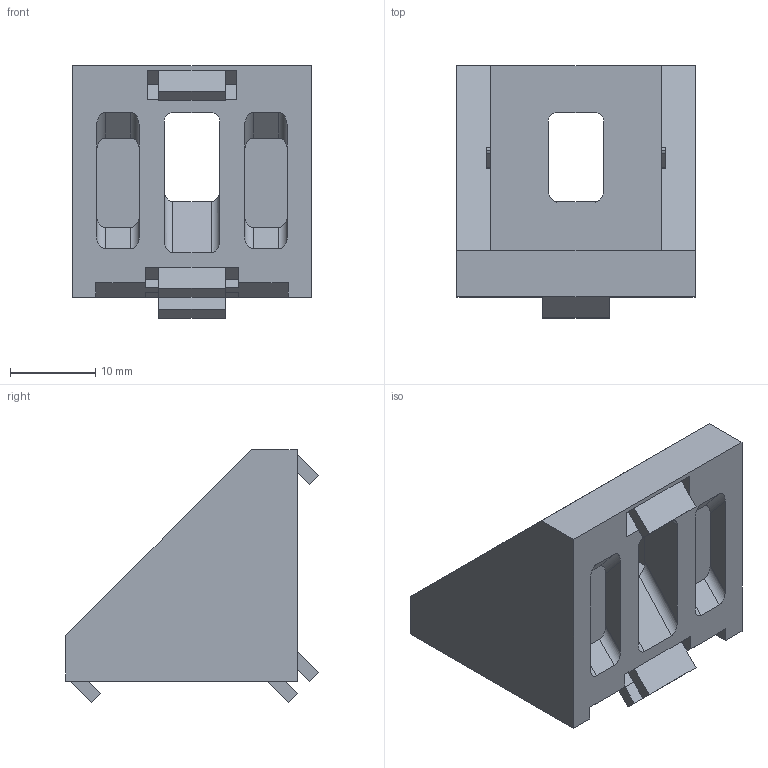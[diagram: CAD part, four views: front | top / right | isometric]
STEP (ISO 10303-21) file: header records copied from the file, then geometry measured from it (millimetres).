
FILE_DESCRIPTION (( 'STEP AP214' ), '1' );
FILE_NAME ('SNSD.30.52.30. Óãëîâîé àëþìèíèåâûé ñîåäèíèòåëü 30õ30, ïàç 8(H06).STEP', '2015-01-13T11:53:32', ( 'XTreme.ws' ), ( 'XTreme.ws' ), 'SwSTEP 2.0', 'SolidWorks 2014', '' );
FILE_SCHEMA (( 'AUTOMOTIVE_DESIGN' ));
Length unit declared in the file: millimetre
Products named in the file (2): SNSD.30.52.30. Óãëîâîé àëþìèíèåâûé ñîåäèíèòåëü 30õ30, ïàç 8(H06)
Bounding box: 28 x 29.67 x 29.67 mm (x, y, z)
Volume: 7729 mm3; surface area: 5122.2 mm2
Topology: 1 solids, 1 shells, 119 faces, 321 edges, 210 vertices
Faces by surface type: plane 85, cylinder 34
Entity records: 3724 total; most frequent: CARTESIAN_POINT 772, ORIENTED_EDGE 642, DIRECTION 551, EDGE_CURVE 321, LINE 253, VECTOR 253, VERTEX_POINT 210, AXIS2_PLACEMENT_3D 149
